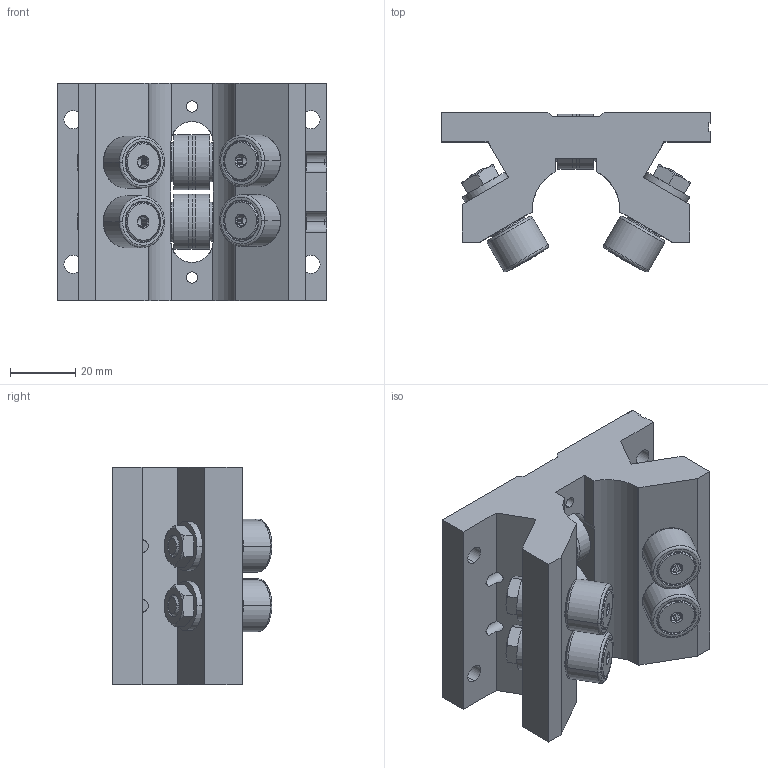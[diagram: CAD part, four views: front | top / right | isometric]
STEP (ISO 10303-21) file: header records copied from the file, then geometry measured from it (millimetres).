
FILE_DESCRIPTION (( 'STEP AP203' ), '1' );
FILE_NAME ('DPB-16-OPN.step', '2024-10-21T11:14:20', ( '' ), ( '' ), 'SwSTEP 2.0', 'SolidWorks 2023', '' );
FILE_SCHEMA (( 'CONFIG_CONTROL_DESIGN' ));
Length unit declared in the file: inch
Products named in the file (1): DPB-16-OPN
Bounding box: 82.55 x 48.96 x 66.67 mm (x, y, z)
Volume: 127865.7 mm3; surface area: 40463.2 mm2
Topology: 16 solids, 16 shells, 517 faces, 1230 edges, 762 vertices
Faces by surface type: plane 211, cylinder 158, cone 124, bspline 16, torus 8
Entity records: 15437 total; most frequent: CARTESIAN_POINT 3362, DIRECTION 2578, ORIENTED_EDGE 2428, EDGE_CURVE 1214, AXIS2_PLACEMENT_3D 998, VERTEX_POINT 762, EDGE_LOOP 596, VECTOR 582
